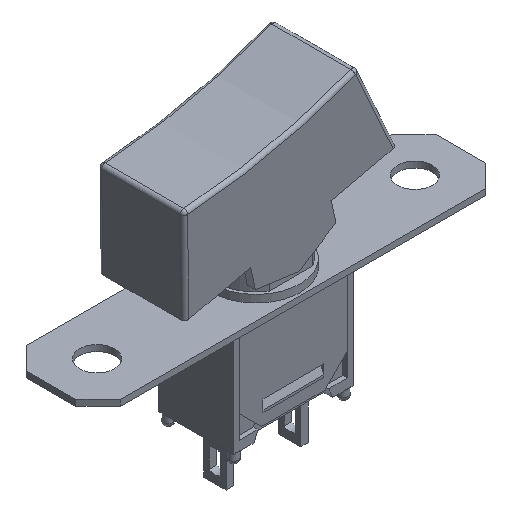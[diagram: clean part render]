
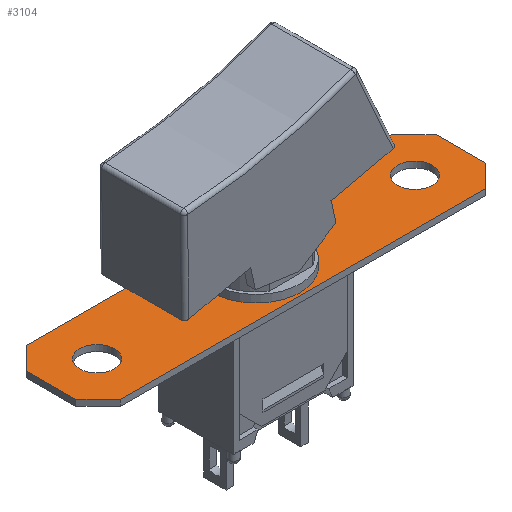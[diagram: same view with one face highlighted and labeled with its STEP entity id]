
A CAD part, isometric view. The second image highlights one B-rep face of the part: STEP entity #3104.
In plain terms, the highlighted planar face has unit normal (0, 0, 1).
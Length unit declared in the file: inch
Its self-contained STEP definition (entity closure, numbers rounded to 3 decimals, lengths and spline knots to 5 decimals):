
#115=FACE_BOUND('',#372,.T.);
#116=FACE_BOUND('',#373,.T.);
#117=FACE_BOUND('',#374,.T.);
#132=CIRCLE('',#3299,0.04646);
#133=CIRCLE('',#3300,0.04646);
#134=CIRCLE('',#3301,0.11811);
#199=FACE_OUTER_BOUND('',#371,.T.);
#371=EDGE_LOOP('',(#2061,#2062,#2063,#2064,#2065,#2066,#2067,#2068));
#372=EDGE_LOOP('',(#2069));
#373=EDGE_LOOP('',(#2070));
#374=EDGE_LOOP('',(#2071));
#566=LINE('',#4392,#923);
#567=LINE('',#4394,#924);
#568=LINE('',#4396,#925);
#569=LINE('',#4398,#926);
#570=LINE('',#4400,#927);
#571=LINE('',#4402,#928);
#572=LINE('',#4404,#929);
#573=LINE('',#4405,#930);
#923=VECTOR('',#3557,0.3937);
#924=VECTOR('',#3558,0.3937);
#925=VECTOR('',#3559,0.3937);
#926=VECTOR('',#3560,0.3937);
#927=VECTOR('',#3561,0.3937);
#928=VECTOR('',#3562,0.3937);
#929=VECTOR('',#3563,0.3937);
#930=VECTOR('',#3564,0.3937);
#1276=VERTEX_POINT('',#4390);
#1277=VERTEX_POINT('',#4391);
#1278=VERTEX_POINT('',#4393);
#1279=VERTEX_POINT('',#4395);
#1280=VERTEX_POINT('',#4397);
#1281=VERTEX_POINT('',#4399);
#1282=VERTEX_POINT('',#4401);
#1283=VERTEX_POINT('',#4403);
#1284=VERTEX_POINT('',#4406);
#1285=VERTEX_POINT('',#4408);
#1286=VERTEX_POINT('',#4410);
#1580=EDGE_CURVE('',#1276,#1277,#566,.T.);
#1581=EDGE_CURVE('',#1278,#1276,#567,.T.);
#1582=EDGE_CURVE('',#1279,#1278,#568,.T.);
#1583=EDGE_CURVE('',#1280,#1279,#569,.T.);
#1584=EDGE_CURVE('',#1281,#1280,#570,.T.);
#1585=EDGE_CURVE('',#1282,#1281,#571,.T.);
#1586=EDGE_CURVE('',#1283,#1282,#572,.T.);
#1587=EDGE_CURVE('',#1277,#1283,#573,.T.);
#1588=EDGE_CURVE('',#1284,#1284,#132,.T.);
#1589=EDGE_CURVE('',#1285,#1285,#133,.T.);
#1590=EDGE_CURVE('',#1286,#1286,#134,.T.);
#2061=ORIENTED_EDGE('',*,*,#1580,.F.);
#2062=ORIENTED_EDGE('',*,*,#1581,.F.);
#2063=ORIENTED_EDGE('',*,*,#1582,.F.);
#2064=ORIENTED_EDGE('',*,*,#1583,.F.);
#2065=ORIENTED_EDGE('',*,*,#1584,.F.);
#2066=ORIENTED_EDGE('',*,*,#1585,.F.);
#2067=ORIENTED_EDGE('',*,*,#1586,.F.);
#2068=ORIENTED_EDGE('',*,*,#1587,.F.);
#2069=ORIENTED_EDGE('',*,*,#1588,.T.);
#2070=ORIENTED_EDGE('',*,*,#1589,.T.);
#2071=ORIENTED_EDGE('',*,*,#1590,.T.);
#2981=PLANE('',#3298);
#3104=ADVANCED_FACE('',(#199,#115,#116,#117),#2981,.T.);
#3298=AXIS2_PLACEMENT_3D('',#4389,#3555,#3556);
#3299=AXIS2_PLACEMENT_3D('',#4407,#3565,#3566);
#3300=AXIS2_PLACEMENT_3D('',#4409,#3567,#3568);
#3301=AXIS2_PLACEMENT_3D('',#4411,#3569,#3570);
#3555=DIRECTION('center_axis',(0.,0.,1.));
#3556=DIRECTION('ref_axis',(-1.,0.,0.));
#3557=DIRECTION('',(-1.,0.,0.));
#3558=DIRECTION('',(-0.707,-0.707,0.));
#3559=DIRECTION('',(0.,-1.,0.));
#3560=DIRECTION('',(0.707,-0.707,0.));
#3561=DIRECTION('',(1.,0.,0.));
#3562=DIRECTION('',(0.707,0.707,0.));
#3563=DIRECTION('',(0.,1.,0.));
#3564=DIRECTION('',(-0.707,0.707,0.));
#3565=DIRECTION('center_axis',(0.,0.,-1.));
#3566=DIRECTION('ref_axis',(1.,0.,0.));
#3567=DIRECTION('center_axis',(0.,0.,-1.));
#3568=DIRECTION('ref_axis',(1.,0.,0.));
#3569=DIRECTION('center_axis',(0.,0.,-1.));
#3570=DIRECTION('ref_axis',(0.,1.,0.));
#4389=CARTESIAN_POINT('Origin',(0.,0.,
0.30472));
#4390=CARTESIAN_POINT('',(0.48839,-0.125,0.30472));
#4391=CARTESIAN_POINT('',(-0.48839,-0.125,0.30472));
#4392=CARTESIAN_POINT('',(0.48839,-0.125,0.30472));
#4393=CARTESIAN_POINT('',(0.54744,-0.06594,0.30472));
#4394=CARTESIAN_POINT('',(0.54744,-0.06594,0.30472));
#4395=CARTESIAN_POINT('',(0.54744,0.06594,0.30472));
#4396=CARTESIAN_POINT('',(0.54744,0.06594,0.30472));
#4397=CARTESIAN_POINT('',(0.48839,0.125,0.30472));
#4398=CARTESIAN_POINT('',(0.48839,0.125,0.30472));
#4399=CARTESIAN_POINT('',(-0.48839,0.125,0.30472));
#4400=CARTESIAN_POINT('',(-0.48839,0.125,0.30472));
#4401=CARTESIAN_POINT('',(-0.54744,0.06594,0.30472));
#4402=CARTESIAN_POINT('',(-0.54744,0.06594,0.30472));
#4403=CARTESIAN_POINT('',(-0.54744,-0.06594,0.30472));
#4404=CARTESIAN_POINT('',(-0.54744,-0.06594,0.30472));
#4405=CARTESIAN_POINT('',(-0.48839,-0.125,0.30472));
#4406=CARTESIAN_POINT('',(0.37854,0.,0.30472));
#4407=CARTESIAN_POINT('Origin',(0.425,0.,0.30472));
#4408=CARTESIAN_POINT('',(-0.47146,0.,0.30472));
#4409=CARTESIAN_POINT('Origin',(-0.425,0.,0.30472));
#4410=CARTESIAN_POINT('',(0.,-0.11811,0.30472));
#4411=CARTESIAN_POINT('Origin',(0.,0.,0.30472));
